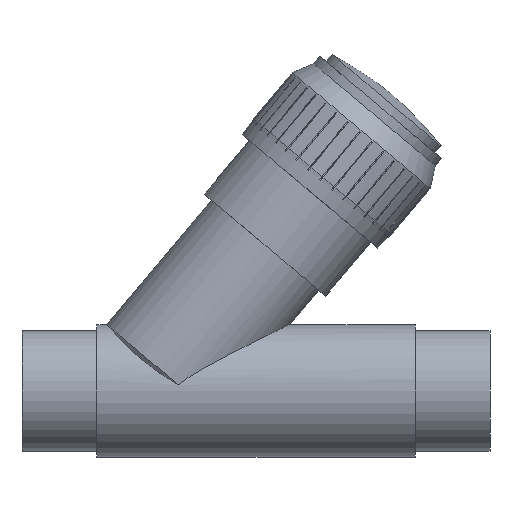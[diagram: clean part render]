
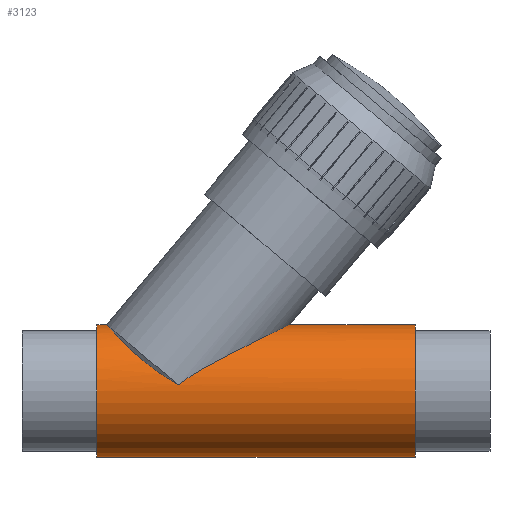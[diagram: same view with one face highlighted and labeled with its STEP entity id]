
A CAD part, front view. The second image highlights one B-rep face of the part: STEP entity #3123.
In plain terms, the highlighted cylindrical face has radius 27.5 mm (diameter 55 mm), a full revolution.
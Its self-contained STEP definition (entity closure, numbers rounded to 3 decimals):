
#35=B_SPLINE_CURVE_WITH_KNOTS($,3,(#4766,#4767,#4768,#4769,#4770,#4771,
#4772,#4773,#4774,#4775,#4776,#4777,#4778,#4779,#4780,#4781,#4782,#4783,
#4784,#4785),.UNSPECIFIED.,.F.,.F.,(4,2,2,2,2,2,2,2,2,4),(8.857,
8.944,9.387,10.273,11.474,12.675,
13.352,14.029,14.437,14.845),
 .UNSPECIFIED.);
#36=B_SPLINE_CURVE_WITH_KNOTS($,3,(#4790,#4791,#4792,#4793,#4794,#4795,
#4796,#4797,#4798,#4799,#4800,#4801,#4802,#4803,#4804,#4805,#4806,#4807,
#4808,#4809),.UNSPECIFIED.,.F.,.F.,(4,2,2,2,2,2,2,2,2,4),(-6.344,
-5.936,-5.529,-4.851,-4.174,
-2.973,-1.773,-0.886,-0.443,
-0.356),.UNSPECIFIED.);
#37=B_SPLINE_CURVE_WITH_KNOTS($,3,(#4811,#4812,#4813,#4814,#4815,#4816,
#4817,#4818,#4819,#4820,#4821,#4822,#4823,#4824,#4825,#4826,#4827,#4828),
 .UNSPECIFIED.,.F.,.F.,(4,2,2,2,2,2,2,2,4),(-5.08,-4.713,
-3.798,-2.884,-1.969,-1.477,
-0.985,-0.492,0.),
 .UNSPECIFIED.);
#38=B_SPLINE_CURVE_WITH_KNOTS($,3,(#4829,#4830,#4831,#4832,#4833,#4834,
#4835,#4836,#4837,#4838,#4839,#4840,#4841,#4842,#4843,#4844,#4845,#4846),
 .UNSPECIFIED.,.F.,.F.,(4,2,2,2,2,2,2,2,4),(-31.2,-30.708,
-30.215,-29.723,-29.231,-28.316,
-27.402,-26.487,-26.12),.UNSPECIFIED.);
#649=FACE_OUTER_BOUND($,#910,.T.);
#814=CYLINDRICAL_SURFACE($,#3320,27.5);
#873=FACE_BOUND($,#911,.T.);
#874=FACE_BOUND($,#912,.T.);
#910=EDGE_LOOP($,(#2079));
#911=EDGE_LOOP($,(#2080));
#912=EDGE_LOOP($,(#2081,#2082,#2083,#2084));
#1078=CIRCLE($,#3293,27.5);
#1081=CIRCLE($,#3298,27.5);
#1246=VERTEX_POINT($,#4642);
#1249=VERTEX_POINT($,#4650);
#1260=VERTEX_POINT($,#4764);
#1261=VERTEX_POINT($,#4765);
#1262=VERTEX_POINT($,#4786);
#1263=VERTEX_POINT($,#4788);
#1567=EDGE_CURVE($,#1246,#1246,#1078,.T.);
#1570=EDGE_CURVE($,#1249,#1249,#1081,.T.);
#1583=EDGE_CURVE($,#1260,#1261,#35,.T.);
#1586=EDGE_CURVE($,#1261,#1263,#36,.T.);
#1587=EDGE_CURVE($,#1263,#1262,#37,.T.);
#1588=EDGE_CURVE($,#1262,#1260,#38,.T.);
#2079=ORIENTED_EDGE($,*,*,#1567,.T.);
#2080=ORIENTED_EDGE($,*,*,#1570,.T.);
#2081=ORIENTED_EDGE($,*,*,#1586,.T.);
#2082=ORIENTED_EDGE($,*,*,#1587,.T.);
#2083=ORIENTED_EDGE($,*,*,#1588,.T.);
#2084=ORIENTED_EDGE($,*,*,#1583,.T.);
#3123=ADVANCED_FACE($,(#649,#873,#874),#814,.T.);
#3293=AXIS2_PLACEMENT_3D($,#4643,#3650,#3651);
#3298=AXIS2_PLACEMENT_3D($,#4651,#3660,#3661);
#3320=AXIS2_PLACEMENT_3D($,#4810,#3706,#3707);
#3650=DIRECTION('center_axis',(1.,0.,0.));
#3651=DIRECTION('ref_axis',(0.,0.,1.));
#3660=DIRECTION('center_axis',(-1.,0.,0.));
#3661=DIRECTION('ref_axis',(0.,0.,1.));
#3706=DIRECTION('center_axis',(-1.,0.,0.));
#3707=DIRECTION('ref_axis',(0.,0.,1.));
#4642=CARTESIAN_POINT('',(27.841,0.,31.601));
#4643=CARTESIAN_POINT('Origin',(27.841,0.,4.101));
#4650=CARTESIAN_POINT('',(159.841,0.,-23.399));
#4651=CARTESIAN_POINT('Origin',(159.841,0.,4.101));
#4764=CARTESIAN_POINT('',(61.712,27.382,6.645));
#4765=CARTESIAN_POINT('',(107.862,0.,31.601));
#4766=CARTESIAN_POINT('Ctrl Pts',(61.712,27.382,6.645));
#4767=CARTESIAN_POINT('Ctrl Pts',(61.942,27.364,6.841));
#4768=CARTESIAN_POINT('Ctrl Pts',(62.176,27.344,7.033));
#4769=CARTESIAN_POINT('Ctrl Pts',(63.623,27.212,8.191));
#4770=CARTESIAN_POINT('Ctrl Pts',(64.921,27.057,9.099));
#4771=CARTESIAN_POINT('Ctrl Pts',(68.911,26.487,11.708));
#4772=CARTESIAN_POINT('Ctrl Pts',(71.69,25.963,13.293));
#4773=CARTESIAN_POINT('Ctrl Pts',(77.664,24.589,16.585));
#4774=CARTESIAN_POINT('Ctrl Pts',(81.449,23.514,18.551));
#4775=CARTESIAN_POINT('Ctrl Pts',(88.853,20.74,22.31));
#4776=CARTESIAN_POINT('Ctrl Pts',(92.471,19.037,24.101));
#4777=CARTESIAN_POINT('Ctrl Pts',(97.381,15.996,26.514));
#4778=CARTESIAN_POINT('Ctrl Pts',(99.26,14.662,27.432));
#4779=CARTESIAN_POINT('Ctrl Pts',(102.692,11.588,29.102));
#4780=CARTESIAN_POINT('Ctrl Pts',(104.242,9.842,29.852));
#4781=CARTESIAN_POINT('Ctrl Pts',(106.105,6.876,30.753));
#4782=CARTESIAN_POINT('Ctrl Pts',(106.755,5.572,31.067));
#4783=CARTESIAN_POINT('Ctrl Pts',(107.636,2.815,31.492));
#4784=CARTESIAN_POINT('Ctrl Pts',(107.862,1.359,31.601));
#4785=CARTESIAN_POINT('Ctrl Pts',(107.862,0.,
31.601));
#4786=CARTESIAN_POINT('',(31.971,0.,31.601));
#4788=CARTESIAN_POINT('',(61.712,-27.382,6.645));
#4790=CARTESIAN_POINT('Ctrl Pts',(107.862,0.,
31.601));
#4791=CARTESIAN_POINT('Ctrl Pts',(107.862,-1.359,31.601));
#4792=CARTESIAN_POINT('Ctrl Pts',(107.636,-2.815,31.492));
#4793=CARTESIAN_POINT('Ctrl Pts',(106.755,-5.572,31.067));
#4794=CARTESIAN_POINT('Ctrl Pts',(106.105,-6.876,30.753));
#4795=CARTESIAN_POINT('Ctrl Pts',(104.242,-9.842,29.852));
#4796=CARTESIAN_POINT('Ctrl Pts',(102.692,-11.588,29.102));
#4797=CARTESIAN_POINT('Ctrl Pts',(99.26,-14.662,27.432));
#4798=CARTESIAN_POINT('Ctrl Pts',(97.381,-15.996,26.514));
#4799=CARTESIAN_POINT('Ctrl Pts',(92.471,-19.037,24.101));
#4800=CARTESIAN_POINT('Ctrl Pts',(88.853,-20.74,22.31));
#4801=CARTESIAN_POINT('Ctrl Pts',(81.449,-23.514,18.551));
#4802=CARTESIAN_POINT('Ctrl Pts',(77.664,-24.589,16.585));
#4803=CARTESIAN_POINT('Ctrl Pts',(71.69,-25.963,13.293));
#4804=CARTESIAN_POINT('Ctrl Pts',(68.911,-26.487,11.708));
#4805=CARTESIAN_POINT('Ctrl Pts',(64.921,-27.057,9.099));
#4806=CARTESIAN_POINT('Ctrl Pts',(63.623,-27.212,8.191));
#4807=CARTESIAN_POINT('Ctrl Pts',(62.176,-27.344,7.033));
#4808=CARTESIAN_POINT('Ctrl Pts',(61.942,-27.364,6.841));
#4809=CARTESIAN_POINT('Ctrl Pts',(61.712,-27.382,6.645));
#4810=CARTESIAN_POINT('Origin',(94.601,0.,4.101));
#4811=CARTESIAN_POINT('Ctrl Pts',(61.712,-27.382,6.645));
#4812=CARTESIAN_POINT('Ctrl Pts',(60.594,-27.325,7.255));
#4813=CARTESIAN_POINT('Ctrl Pts',(59.479,-27.246,7.891));
#4814=CARTESIAN_POINT('Ctrl Pts',(55.623,-26.866,10.204));
#4815=CARTESIAN_POINT('Ctrl Pts',(52.947,-26.414,12.018));
#4816=CARTESIAN_POINT('Ctrl Pts',(47.952,-24.967,15.807));
#4817=CARTESIAN_POINT('Ctrl Pts',(45.628,-23.97,17.78));
#4818=CARTESIAN_POINT('Ctrl Pts',(41.431,-21.331,21.612));
#4819=CARTESIAN_POINT('Ctrl Pts',(39.555,-19.692,23.47));
#4820=CARTESIAN_POINT('Ctrl Pts',(37.068,-16.651,26.031));
#4821=CARTESIAN_POINT('Ctrl Pts',(36.237,-15.442,26.909));
#4822=CARTESIAN_POINT('Ctrl Pts',(34.755,-12.777,28.502));
#4823=CARTESIAN_POINT('Ctrl Pts',(34.104,-11.32,29.217));
#4824=CARTESIAN_POINT('Ctrl Pts',(33.047,-8.245,30.388));
#4825=CARTESIAN_POINT('Ctrl Pts',(32.641,-6.622,30.845));
#4826=CARTESIAN_POINT('Ctrl Pts',(32.102,-3.32,31.452));
#4827=CARTESIAN_POINT('Ctrl Pts',(31.971,-1.641,31.601));
#4828=CARTESIAN_POINT('Ctrl Pts',(31.971,0.,
31.601));
#4829=CARTESIAN_POINT('Ctrl Pts',(31.971,0.,
31.601));
#4830=CARTESIAN_POINT('Ctrl Pts',(31.971,1.641,31.601));
#4831=CARTESIAN_POINT('Ctrl Pts',(32.102,3.32,31.452));
#4832=CARTESIAN_POINT('Ctrl Pts',(32.641,6.622,30.845));
#4833=CARTESIAN_POINT('Ctrl Pts',(33.047,8.245,30.388));
#4834=CARTESIAN_POINT('Ctrl Pts',(34.104,11.32,29.217));
#4835=CARTESIAN_POINT('Ctrl Pts',(34.755,12.777,28.502));
#4836=CARTESIAN_POINT('Ctrl Pts',(36.237,15.442,26.909));
#4837=CARTESIAN_POINT('Ctrl Pts',(37.068,16.651,26.031));
#4838=CARTESIAN_POINT('Ctrl Pts',(39.555,19.692,23.47));
#4839=CARTESIAN_POINT('Ctrl Pts',(41.431,21.331,21.612));
#4840=CARTESIAN_POINT('Ctrl Pts',(45.628,23.97,17.78));
#4841=CARTESIAN_POINT('Ctrl Pts',(47.952,24.967,15.807));
#4842=CARTESIAN_POINT('Ctrl Pts',(52.947,26.414,12.018));
#4843=CARTESIAN_POINT('Ctrl Pts',(55.623,26.866,10.204));
#4844=CARTESIAN_POINT('Ctrl Pts',(59.479,27.246,7.891));
#4845=CARTESIAN_POINT('Ctrl Pts',(60.594,27.325,7.255));
#4846=CARTESIAN_POINT('Ctrl Pts',(61.712,27.382,6.645));
